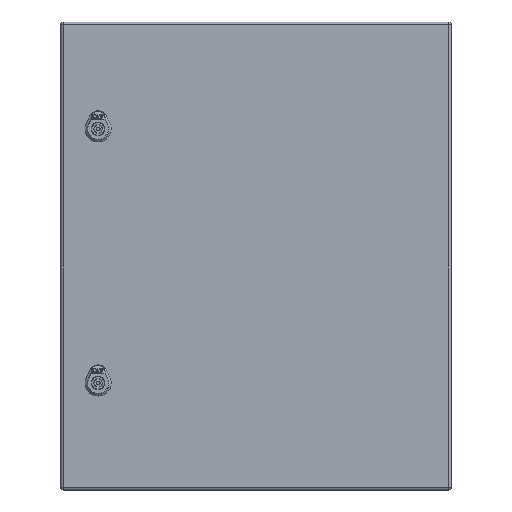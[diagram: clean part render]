
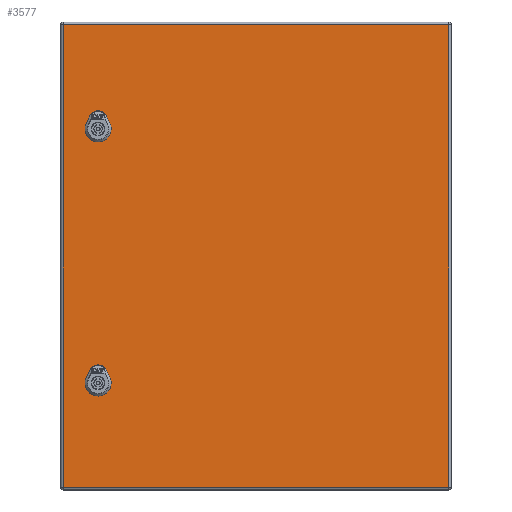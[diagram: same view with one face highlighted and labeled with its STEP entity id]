
A CAD part, top view. The second image highlights one B-rep face of the part: STEP entity #3577.
In plain terms, the highlighted planar face has unit normal (0, 0, 1).
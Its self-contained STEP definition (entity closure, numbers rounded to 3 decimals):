
#329=FACE_BOUND('',#5335,.T.);
#330=FACE_BOUND('',#5336,.T.);
#331=FACE_BOUND('',#5337,.T.);
#1721=LINE('',#22012,#2648);
#1722=LINE('',#22190,#2649);
#1891=LINE('',#23095,#2818);
#1892=LINE('',#23273,#2819);
#1895=LINE('',#23468,#2822);
#1898=LINE('',#23488,#2825);
#1900=LINE('',#23497,#2827);
#1901=LINE('',#23499,#2828);
#2648=VECTOR('',#15758,1.);
#2649=VECTOR('',#15767,1.);
#2818=VECTOR('',#16196,1.);
#2819=VECTOR('',#16205,1.);
#2822=VECTOR('',#16258,1.);
#2825=VECTOR('',#16269,1.);
#2827=VECTOR('',#16281,1.);
#2828=VECTOR('',#16284,1.);
#3577=ADVANCED_FACE('F829',(#329,#330,#331),#3924,.T.);
#3924=PLANE('',#13433);
#5335=EDGE_LOOP('',(#8603,#8604,#8605,#8606));
#5336=EDGE_LOOP('',(#8607,#8608,#8609,#8610));
#5337=EDGE_LOOP('',(#8611,#8612,#8613,#8614));
#8603=ORIENTED_EDGE('',*,*,#11826,.T.);
#8604=ORIENTED_EDGE('',*,*,#11825,.T.);
#8605=ORIENTED_EDGE('',*,*,#11820,.T.);
#8606=ORIENTED_EDGE('',*,*,#11814,.T.);
#8607=ORIENTED_EDGE('',*,*,#11807,.T.);
#8608=ORIENTED_EDGE('',*,*,#11774,.T.);
#8609=ORIENTED_EDGE('',*,*,#11782,.T.);
#8610=ORIENTED_EDGE('',*,*,#11785,.T.);
#8611=ORIENTED_EDGE('',*,*,#11524,.T.);
#8612=ORIENTED_EDGE('',*,*,#11491,.T.);
#8613=ORIENTED_EDGE('',*,*,#11499,.T.);
#8614=ORIENTED_EDGE('',*,*,#11502,.T.);
#9889=VERTEX_POINT('',#22011);
#9890=VERTEX_POINT('',#22013);
#9894=VERTEX_POINT('',#22181);
#9896=VERTEX_POINT('',#22189);
#10068=VERTEX_POINT('',#23094);
#10069=VERTEX_POINT('',#23096);
#10073=VERTEX_POINT('',#23264);
#10075=VERTEX_POINT('',#23272);
#10084=VERTEX_POINT('',#23456);
#10088=VERTEX_POINT('',#23465);
#10089=VERTEX_POINT('',#23469);
#10093=VERTEX_POINT('',#23489);
#11491=EDGE_CURVE('E19',#9890,#9889,#1721,.T.);
#11499=EDGE_CURVE('E26',#9889,#9894,#12364,.T.);
#11502=EDGE_CURVE('E23',#9894,#9896,#1722,.T.);
#11524=EDGE_CURVE('E29',#9896,#9890,#12370,.T.);
#11774=EDGE_CURVE('E2110',#10069,#10068,#1891,.T.);
#11782=EDGE_CURVE('E2107',#10068,#10073,#12394,.T.);
#11785=EDGE_CURVE('E2109',#10073,#10075,#1892,.T.);
#11807=EDGE_CURVE('E2104',#10075,#10069,#12400,.T.);
#11814=EDGE_CURVE('E1075',#10089,#10088,#1895,.T.);
#11820=EDGE_CURVE('E1079',#10093,#10089,#1898,.T.);
#11825=EDGE_CURVE('E1082',#10084,#10093,#1900,.T.);
#11826=EDGE_CURVE('E1086',#10088,#10084,#1901,.T.);
#12364=CIRCLE('',#13262,16.523);
#12370=CIRCLE('',#13279,11.535);
#12394=CIRCLE('',#13396,16.523);
#12400=CIRCLE('',#13413,11.535);
#13262=AXIS2_PLACEMENT_3D('',#22182,#15763,#15764);
#13279=AXIS2_PLACEMENT_3D('',#22369,#15800,#15801);
#13396=AXIS2_PLACEMENT_3D('',#23265,#16201,#16202);
#13413=AXIS2_PLACEMENT_3D('',#23452,#16238,#16239);
#13433=AXIS2_PLACEMENT_3D('',#23500,#16285,#16286);
#15758=DIRECTION('',(0.433,-0.902,0.));
#15763=DIRECTION('',(0.,0.,-1.));
#15764=DIRECTION('',(-1.,0.,0.));
#15767=DIRECTION('',(0.433,0.902,0.));
#15800=DIRECTION('',(0.,0.,-1.));
#15801=DIRECTION('',(-1.,0.,0.));
#16196=DIRECTION('',(0.433,-0.902,0.));
#16201=DIRECTION('',(0.,0.,-1.));
#16202=DIRECTION('',(-1.,0.,0.));
#16205=DIRECTION('',(0.433,0.902,0.));
#16238=DIRECTION('',(0.,0.,-1.));
#16239=DIRECTION('',(-1.,0.,0.));
#16258=DIRECTION('',(-1.,0.,0.));
#16269=DIRECTION('',(0.,1.,0.));
#16281=DIRECTION('',(1.,0.,0.));
#16284=DIRECTION('',(0.,-1.,0.));
#16285=DIRECTION('',(0.,0.,1.));
#16286=DIRECTION('',(0.,-1.,0.));
#22011=CARTESIAN_POINT('',(2813.796,79.823,149.5));
#22012=CARTESIAN_POINT('',(2811.548,84.507,149.5));
#22013=CARTESIAN_POINT('',(2809.299,89.191,149.5));
#22181=CARTESIAN_POINT('',(2784.004,79.822,149.5));
#22182=CARTESIAN_POINT('',(2798.9,72.673,149.5));
#22189=CARTESIAN_POINT('',(2788.501,89.191,149.5));
#22190=CARTESIAN_POINT('',(2786.252,84.507,149.5));
#22369=CARTESIAN_POINT('',(2798.9,84.2,149.5));
#23094=CARTESIAN_POINT('',(2813.796,-243.177,149.5));
#23095=CARTESIAN_POINT('',(2811.548,-238.493,149.5));
#23096=CARTESIAN_POINT('',(2809.299,-233.809,149.5));
#23264=CARTESIAN_POINT('',(2784.004,-243.178,149.5));
#23265=CARTESIAN_POINT('',(2798.9,-250.327,149.5));
#23272=CARTESIAN_POINT('',(2788.501,-233.809,149.5));
#23273=CARTESIAN_POINT('',(2786.252,-238.493,149.5));
#23452=CARTESIAN_POINT('',(2798.9,-238.8,149.5));
#23456=CARTESIAN_POINT('',(2754.9,-382.8,149.5));
#23465=CARTESIAN_POINT('',(2754.9,205.2,149.5));
#23468=CARTESIAN_POINT('',(2999.65,205.2,149.5));
#23469=CARTESIAN_POINT('',(3244.4,205.2,149.5));
#23488=CARTESIAN_POINT('',(3244.4,-88.8,149.5));
#23489=CARTESIAN_POINT('',(3244.4,-382.8,149.5));
#23497=CARTESIAN_POINT('',(2999.65,-382.8,149.5));
#23499=CARTESIAN_POINT('',(2754.9,-88.8,149.5));
#23500=CARTESIAN_POINT('',(3272.725,-416.05,149.5));
